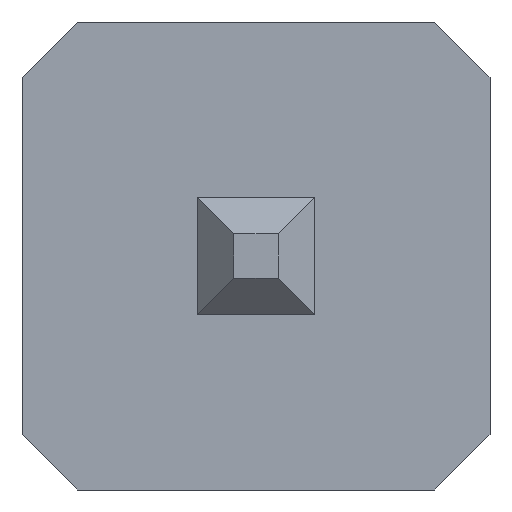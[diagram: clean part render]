
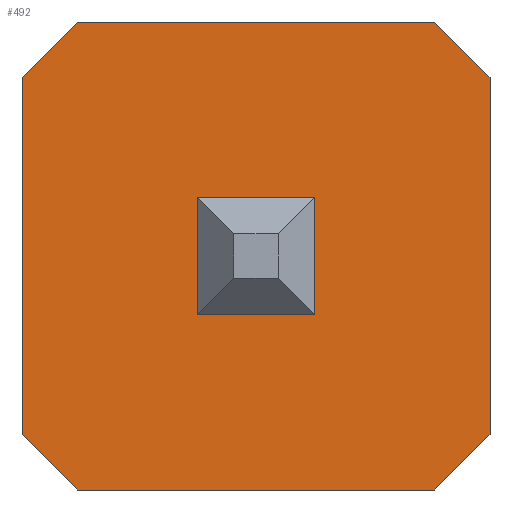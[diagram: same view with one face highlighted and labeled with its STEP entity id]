
A CAD part, front view. The second image highlights one B-rep face of the part: STEP entity #492.
In plain terms, the highlighted planar face has unit normal (0, -1, 0).
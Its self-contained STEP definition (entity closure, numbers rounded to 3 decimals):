
#15=FACE_BOUND('',#47,.T.);
#17=FACE_OUTER_BOUND('',#46,.T.);
#46=EDGE_LOOP('',(#318,#319,#320,#321,#322,#323,#324,#325));
#47=EDGE_LOOP('',(#326,#327,#328,#329));
#86=LINE('',#718,#150);
#87=LINE('',#720,#151);
#88=LINE('',#722,#152);
#89=LINE('',#724,#153);
#90=LINE('',#726,#154);
#91=LINE('',#728,#155);
#92=LINE('',#730,#156);
#93=LINE('',#731,#157);
#94=LINE('',#734,#158);
#95=LINE('',#736,#159);
#96=LINE('',#738,#160);
#97=LINE('',#739,#161);
#150=VECTOR('',#585,10.);
#151=VECTOR('',#586,10.);
#152=VECTOR('',#587,10.);
#153=VECTOR('',#588,10.);
#154=VECTOR('',#589,10.);
#155=VECTOR('',#590,10.);
#156=VECTOR('',#591,10.);
#157=VECTOR('',#592,10.);
#158=VECTOR('',#593,10.);
#159=VECTOR('',#594,10.);
#160=VECTOR('',#595,10.);
#161=VECTOR('',#596,10.);
#214=VERTEX_POINT('',#716);
#215=VERTEX_POINT('',#717);
#216=VERTEX_POINT('',#719);
#217=VERTEX_POINT('',#721);
#218=VERTEX_POINT('',#723);
#219=VERTEX_POINT('',#725);
#220=VERTEX_POINT('',#727);
#221=VERTEX_POINT('',#729);
#222=VERTEX_POINT('',#732);
#223=VERTEX_POINT('',#733);
#224=VERTEX_POINT('',#735);
#225=VERTEX_POINT('',#737);
#254=EDGE_CURVE('',#214,#215,#86,.T.);
#255=EDGE_CURVE('',#215,#216,#87,.T.);
#256=EDGE_CURVE('',#216,#217,#88,.T.);
#257=EDGE_CURVE('',#217,#218,#89,.T.);
#258=EDGE_CURVE('',#218,#219,#90,.T.);
#259=EDGE_CURVE('',#219,#220,#91,.T.);
#260=EDGE_CURVE('',#220,#221,#92,.T.);
#261=EDGE_CURVE('',#221,#214,#93,.T.);
#262=EDGE_CURVE('',#222,#223,#94,.T.);
#263=EDGE_CURVE('',#224,#222,#95,.T.);
#264=EDGE_CURVE('',#225,#224,#96,.T.);
#265=EDGE_CURVE('',#223,#225,#97,.T.);
#318=ORIENTED_EDGE('',*,*,#254,.T.);
#319=ORIENTED_EDGE('',*,*,#255,.T.);
#320=ORIENTED_EDGE('',*,*,#256,.T.);
#321=ORIENTED_EDGE('',*,*,#257,.T.);
#322=ORIENTED_EDGE('',*,*,#258,.T.);
#323=ORIENTED_EDGE('',*,*,#259,.T.);
#324=ORIENTED_EDGE('',*,*,#260,.T.);
#325=ORIENTED_EDGE('',*,*,#261,.T.);
#326=ORIENTED_EDGE('',*,*,#262,.F.);
#327=ORIENTED_EDGE('',*,*,#263,.F.);
#328=ORIENTED_EDGE('',*,*,#264,.F.);
#329=ORIENTED_EDGE('',*,*,#265,.F.);
#435=PLANE('',#540);
#492=ADVANCED_FACE('',(#17,#15),#435,.T.);
#540=AXIS2_PLACEMENT_3D('',#715,#583,#584);
#583=DIRECTION('center_axis',(0.,-1.,0.));
#584=DIRECTION('ref_axis',(0.,0.,-1.));
#585=DIRECTION('',(0.707,0.,0.707));
#586=DIRECTION('',(0.,0.,1.));
#587=DIRECTION('',(-0.707,0.,0.707));
#588=DIRECTION('',(-1.,0.,0.));
#589=DIRECTION('',(-0.707,0.,-0.707));
#590=DIRECTION('',(0.,0.,-1.));
#591=DIRECTION('',(0.707,0.,-0.707));
#592=DIRECTION('',(1.,0.,0.));
#593=DIRECTION('',(1.,0.,0.));
#594=DIRECTION('',(0.,0.,-1.));
#595=DIRECTION('',(-1.,0.,0.));
#596=DIRECTION('',(0.,0.,1.));
#715=CARTESIAN_POINT('Origin',(0.,-3.,0.));
#716=CARTESIAN_POINT('',(0.97,-3.,-1.27));
#717=CARTESIAN_POINT('',(1.27,-3.,-0.97));
#718=CARTESIAN_POINT('',(1.27,-3.,-0.97));
#719=CARTESIAN_POINT('',(1.27,-3.,0.97));
#720=CARTESIAN_POINT('',(1.27,-3.,0.97));
#721=CARTESIAN_POINT('',(0.97,-3.,1.27));
#722=CARTESIAN_POINT('',(0.97,-3.,1.27));
#723=CARTESIAN_POINT('',(-0.97,-3.,1.27));
#724=CARTESIAN_POINT('',(-0.97,-3.,1.27));
#725=CARTESIAN_POINT('',(-1.27,-3.,0.97));
#726=CARTESIAN_POINT('',(-1.27,-3.,0.97));
#727=CARTESIAN_POINT('',(-1.27,-3.,-0.97));
#728=CARTESIAN_POINT('',(-1.27,-3.,-0.97));
#729=CARTESIAN_POINT('',(-0.97,-3.,-1.27));
#730=CARTESIAN_POINT('',(-0.97,-3.,-1.27));
#731=CARTESIAN_POINT('',(0.97,-3.,-1.27));
#732=CARTESIAN_POINT('',(-0.32,-3.,-0.32));
#733=CARTESIAN_POINT('',(0.32,-3.,-0.32));
#734=CARTESIAN_POINT('',(0.,-3.,-0.32));
#735=CARTESIAN_POINT('',(-0.32,-3.,0.32));
#736=CARTESIAN_POINT('',(-0.32,-3.,0.));
#737=CARTESIAN_POINT('',(0.32,-3.,0.32));
#738=CARTESIAN_POINT('',(0.,-3.,0.32));
#739=CARTESIAN_POINT('',(0.32,-3.,0.));
